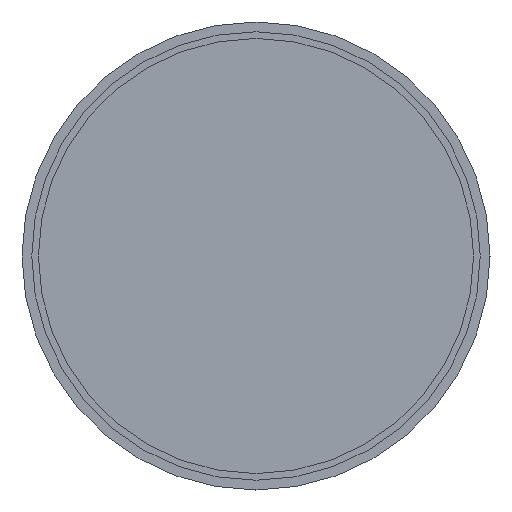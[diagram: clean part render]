
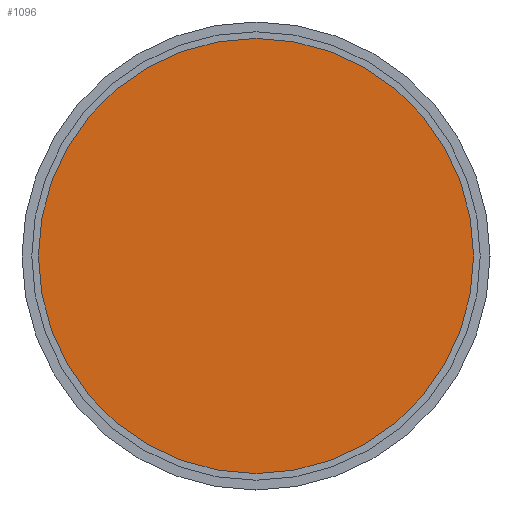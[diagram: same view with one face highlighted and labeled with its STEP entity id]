
A CAD part, left-side view. The second image highlights one B-rep face of the part: STEP entity #1096.
In plain terms, the highlighted planar face has unit normal (-1, 0, 0).
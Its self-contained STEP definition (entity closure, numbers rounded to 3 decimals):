
#111 = EDGE_CURVE ( 'NONE', #1201, #1419, #193, .T. ) ;
#188 = CIRCLE ( 'NONE', #775, 44.625 ) ;
#193 = CIRCLE ( 'NONE', #664, 44.625 ) ;
#231 = PLANE ( 'NONE',  #375 ) ;
#349 = DIRECTION ( 'NONE',  ( 0., 0., 1. ) ) ;
#353 = ORIENTED_EDGE ( 'NONE', *, *, #111, .T. ) ;
#354 = EDGE_LOOP ( 'NONE', ( #645, #353 ) ) ;
#375 = AXIS2_PLACEMENT_3D ( 'NONE', #725, #976, #349 ) ;
#378 = CARTESIAN_POINT ( 'NONE',  ( 0.004, 0., -44.625 ) ) ;
#385 = CARTESIAN_POINT ( 'NONE',  ( 0.004, 0., 44.625 ) ) ;
#401 = CARTESIAN_POINT ( 'NONE',  ( 0.004, 0., 0. ) ) ;
#520 = EDGE_CURVE ( 'NONE', #1419, #1201, #188, .T. ) ;
#528 = DIRECTION ( 'NONE',  ( 0., 0., 1. ) ) ;
#645 = ORIENTED_EDGE ( 'NONE', *, *, #520, .T. ) ;
#664 = AXIS2_PLACEMENT_3D ( 'NONE', #1348, #869, #751 ) ;
#725 = CARTESIAN_POINT ( 'NONE',  ( 0.004, 0., 0. ) ) ;
#751 = DIRECTION ( 'NONE',  ( 0., 0., 1. ) ) ;
#775 = AXIS2_PLACEMENT_3D ( 'NONE', #401, #1270, #528 ) ;
#869 = DIRECTION ( 'NONE',  ( -1., 0., 0. ) ) ;
#976 = DIRECTION ( 'NONE',  ( -1., 0., 0. ) ) ;
#1096 = ADVANCED_FACE ( 'NONE', ( #1410 ), #231, .T. ) ;
#1201 = VERTEX_POINT ( 'NONE', #378 ) ;
#1270 = DIRECTION ( 'NONE',  ( -1., 0., 0. ) ) ;
#1348 = CARTESIAN_POINT ( 'NONE',  ( 0.004, 0., 0. ) ) ;
#1410 = FACE_OUTER_BOUND ( 'NONE', #354, .T. ) ;
#1419 = VERTEX_POINT ( 'NONE', #385 ) ;
